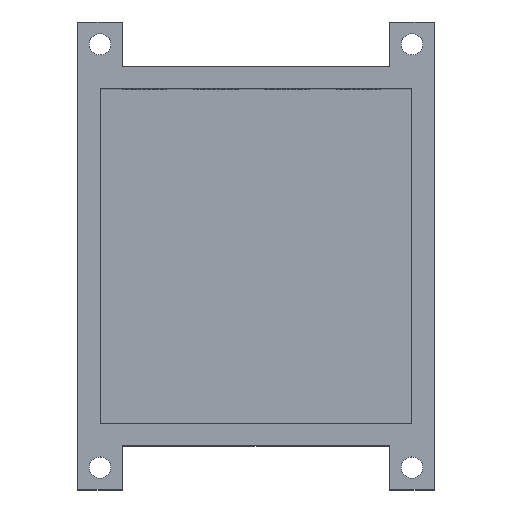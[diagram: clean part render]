
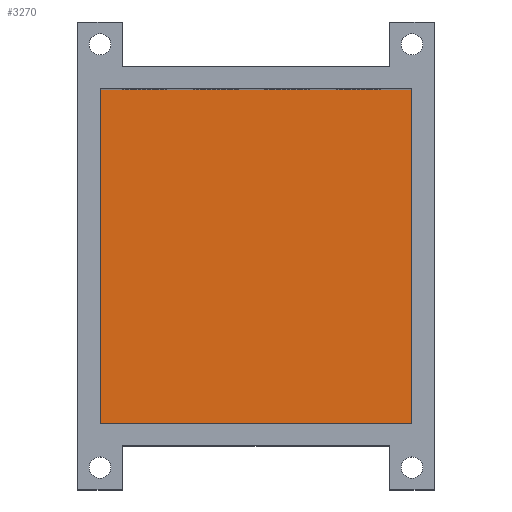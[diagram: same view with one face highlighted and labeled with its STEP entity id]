
A CAD part, top view. The second image highlights one B-rep face of the part: STEP entity #3270.
In plain terms, the highlighted planar face has unit normal (0, 0, 1).
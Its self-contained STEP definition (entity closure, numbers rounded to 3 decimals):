
#248=PLANE('',#3568);
#335=FACE_OUTER_BOUND('',#486,.T.);
#486=EDGE_LOOP('',(#2474,#2475,#2476,#2477,#2478,#2479,#2480,#2481,#2482,
#2483,#2484,#2485,#2486,#2487,#2488,#2489,#2490,#2491,#2492,#2493));
#874=LINE('',#5230,#1070);
#875=LINE('',#5232,#1071);
#876=LINE('',#5234,#1072);
#877=LINE('',#5236,#1073);
#878=LINE('',#5238,#1074);
#879=LINE('',#5240,#1075);
#880=LINE('',#5241,#1076);
#881=LINE('',#5242,#1077);
#882=LINE('',#5243,#1078);
#883=LINE('',#5244,#1079);
#884=LINE('',#5246,#1080);
#885=LINE('',#5248,#1081);
#886=LINE('',#5250,#1082);
#887=LINE('',#5252,#1083);
#888=LINE('',#5254,#1084);
#889=LINE('',#5256,#1085);
#890=LINE('',#5257,#1086);
#891=LINE('',#5258,#1087);
#892=LINE('',#5259,#1088);
#893=LINE('',#5260,#1089);
#1070=VECTOR('',#4271,10.);
#1071=VECTOR('',#4272,10.);
#1072=VECTOR('',#4273,10.);
#1073=VECTOR('',#4274,10.);
#1074=VECTOR('',#4275,10.);
#1075=VECTOR('',#4276,10.);
#1076=VECTOR('',#4277,10.);
#1077=VECTOR('',#4278,10.);
#1078=VECTOR('',#4279,10.);
#1079=VECTOR('',#4280,10.);
#1080=VECTOR('',#4281,10.);
#1081=VECTOR('',#4282,10.);
#1082=VECTOR('',#4283,10.);
#1083=VECTOR('',#4284,10.);
#1084=VECTOR('',#4285,10.);
#1085=VECTOR('',#4286,10.);
#1086=VECTOR('',#4287,10.);
#1087=VECTOR('',#4288,10.);
#1088=VECTOR('',#4289,10.);
#1089=VECTOR('',#4290,10.);
#1488=VERTEX_POINT('',#4953);
#1489=VERTEX_POINT('',#4957);
#1494=VERTEX_POINT('',#4969);
#1495=VERTEX_POINT('',#4973);
#1548=VERTEX_POINT('',#5129);
#1549=VERTEX_POINT('',#5133);
#1554=VERTEX_POINT('',#5145);
#1555=VERTEX_POINT('',#5149);
#1582=VERTEX_POINT('',#5229);
#1583=VERTEX_POINT('',#5231);
#1584=VERTEX_POINT('',#5233);
#1585=VERTEX_POINT('',#5235);
#1586=VERTEX_POINT('',#5237);
#1587=VERTEX_POINT('',#5239);
#1588=VERTEX_POINT('',#5245);
#1589=VERTEX_POINT('',#5247);
#1590=VERTEX_POINT('',#5249);
#1591=VERTEX_POINT('',#5251);
#1592=VERTEX_POINT('',#5253);
#1593=VERTEX_POINT('',#5255);
#1946=EDGE_CURVE('',#1555,#1582,#874,.T.);
#1947=EDGE_CURVE('',#1582,#1583,#875,.T.);
#1948=EDGE_CURVE('',#1583,#1584,#876,.T.);
#1949=EDGE_CURVE('',#1584,#1585,#877,.T.);
#1950=EDGE_CURVE('',#1585,#1586,#878,.T.);
#1951=EDGE_CURVE('',#1586,#1587,#879,.T.);
#1952=EDGE_CURVE('',#1587,#1554,#880,.T.);
#1953=EDGE_CURVE('',#1554,#1494,#881,.T.);
#1954=EDGE_CURVE('',#1494,#1488,#882,.T.);
#1955=EDGE_CURVE('',#1488,#1548,#883,.T.);
#1956=EDGE_CURVE('',#1548,#1588,#884,.T.);
#1957=EDGE_CURVE('',#1588,#1589,#885,.T.);
#1958=EDGE_CURVE('',#1589,#1590,#886,.T.);
#1959=EDGE_CURVE('',#1590,#1591,#887,.T.);
#1960=EDGE_CURVE('',#1591,#1592,#888,.T.);
#1961=EDGE_CURVE('',#1592,#1593,#889,.T.);
#1962=EDGE_CURVE('',#1593,#1549,#890,.T.);
#1963=EDGE_CURVE('',#1549,#1489,#891,.T.);
#1964=EDGE_CURVE('',#1489,#1495,#892,.T.);
#1965=EDGE_CURVE('',#1495,#1555,#893,.T.);
#2474=ORIENTED_EDGE('',*,*,#1946,.T.);
#2475=ORIENTED_EDGE('',*,*,#1947,.T.);
#2476=ORIENTED_EDGE('',*,*,#1948,.T.);
#2477=ORIENTED_EDGE('',*,*,#1949,.T.);
#2478=ORIENTED_EDGE('',*,*,#1950,.T.);
#2479=ORIENTED_EDGE('',*,*,#1951,.T.);
#2480=ORIENTED_EDGE('',*,*,#1952,.T.);
#2481=ORIENTED_EDGE('',*,*,#1953,.T.);
#2482=ORIENTED_EDGE('',*,*,#1954,.T.);
#2483=ORIENTED_EDGE('',*,*,#1955,.T.);
#2484=ORIENTED_EDGE('',*,*,#1956,.T.);
#2485=ORIENTED_EDGE('',*,*,#1957,.T.);
#2486=ORIENTED_EDGE('',*,*,#1958,.T.);
#2487=ORIENTED_EDGE('',*,*,#1959,.T.);
#2488=ORIENTED_EDGE('',*,*,#1960,.T.);
#2489=ORIENTED_EDGE('',*,*,#1961,.T.);
#2490=ORIENTED_EDGE('',*,*,#1962,.T.);
#2491=ORIENTED_EDGE('',*,*,#1963,.T.);
#2492=ORIENTED_EDGE('',*,*,#1964,.T.);
#2493=ORIENTED_EDGE('',*,*,#1965,.T.);
#3270=ADVANCED_FACE('',(#335),#248,.T.);
#3568=AXIS2_PLACEMENT_3D('',#5228,#4269,#4270);
#4269=DIRECTION('center_axis',(0.,0.,1.));
#4270=DIRECTION('ref_axis',(1.,0.,0.));
#4271=DIRECTION('',(0.,-1.,0.));
#4272=DIRECTION('',(1.,0.,0.));
#4273=DIRECTION('',(1.,0.,0.));
#4274=DIRECTION('',(1.,0.,0.));
#4275=DIRECTION('',(1.,0.,0.));
#4276=DIRECTION('',(1.,0.,0.));
#4277=DIRECTION('',(0.,1.,0.));
#4278=DIRECTION('',(0.,1.,0.));
#4279=DIRECTION('',(0.,1.,0.));
#4280=DIRECTION('',(0.,1.,0.));
#4281=DIRECTION('',(0.,1.,0.));
#4282=DIRECTION('',(-1.,0.,0.));
#4283=DIRECTION('',(-1.,0.,0.));
#4284=DIRECTION('',(-1.,0.,0.));
#4285=DIRECTION('',(-1.,0.,0.));
#4286=DIRECTION('',(-1.,0.,0.));
#4287=DIRECTION('',(0.,-1.,0.));
#4288=DIRECTION('',(0.,-1.,0.));
#4289=DIRECTION('',(0.,-1.,0.));
#4290=DIRECTION('',(0.,-1.,0.));
#4953=CARTESIAN_POINT('',(35.,7.5,20.));
#4957=CARTESIAN_POINT('',(-35.,7.5,20.));
#4969=CARTESIAN_POINT('',(35.,-9.5,20.));
#4973=CARTESIAN_POINT('',(-35.,-9.5,20.));
#5129=CARTESIAN_POINT('',(35.,24.5,20.));
#5133=CARTESIAN_POINT('',(-35.,24.5,20.));
#5145=CARTESIAN_POINT('',(35.,-26.5,20.));
#5149=CARTESIAN_POINT('',(-35.,-26.5,20.));
#5228=CARTESIAN_POINT('Origin',(0.,0.,20.));
#5229=CARTESIAN_POINT('',(-35.,-37.5,20.));
#5230=CARTESIAN_POINT('',(-35.,-18.75,20.));
#5231=CARTESIAN_POINT('',(-25.,-37.5,20.));
#5232=CARTESIAN_POINT('',(17.5,-37.5,20.));
#5233=CARTESIAN_POINT('',(-9.,-37.5,20.));
#5234=CARTESIAN_POINT('',(17.5,-37.5,20.));
#5235=CARTESIAN_POINT('',(7.,-37.5,20.));
#5236=CARTESIAN_POINT('',(17.5,-37.5,20.));
#5237=CARTESIAN_POINT('',(23.,-37.5,20.));
#5238=CARTESIAN_POINT('',(17.5,-37.5,20.));
#5239=CARTESIAN_POINT('',(35.,-37.5,20.));
#5240=CARTESIAN_POINT('',(17.5,-37.5,20.));
#5241=CARTESIAN_POINT('',(35.,18.75,20.));
#5242=CARTESIAN_POINT('',(35.,18.75,20.));
#5243=CARTESIAN_POINT('',(35.,18.75,20.));
#5244=CARTESIAN_POINT('',(35.,18.75,20.));
#5245=CARTESIAN_POINT('',(35.,37.5,20.));
#5246=CARTESIAN_POINT('',(35.,18.75,20.));
#5247=CARTESIAN_POINT('',(23.,37.5,20.));
#5248=CARTESIAN_POINT('',(-17.5,37.5,20.));
#5249=CARTESIAN_POINT('',(7.,37.5,20.));
#5250=CARTESIAN_POINT('',(-17.5,37.5,20.));
#5251=CARTESIAN_POINT('',(-9.,37.5,20.));
#5252=CARTESIAN_POINT('',(-17.5,37.5,20.));
#5253=CARTESIAN_POINT('',(-25.,37.5,20.));
#5254=CARTESIAN_POINT('',(-17.5,37.5,20.));
#5255=CARTESIAN_POINT('',(-35.,37.5,20.));
#5256=CARTESIAN_POINT('',(-17.5,37.5,20.));
#5257=CARTESIAN_POINT('',(-35.,-18.75,20.));
#5258=CARTESIAN_POINT('',(-35.,-18.75,20.));
#5259=CARTESIAN_POINT('',(-35.,-18.75,20.));
#5260=CARTESIAN_POINT('',(-35.,-18.75,20.));
